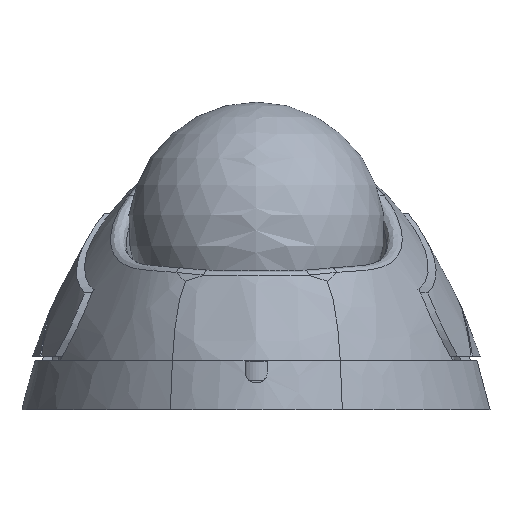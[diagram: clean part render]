
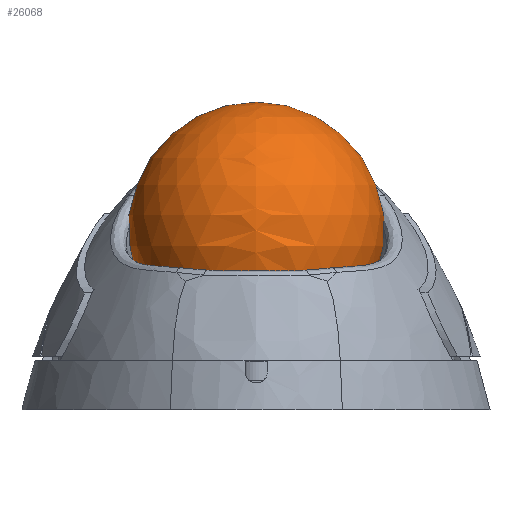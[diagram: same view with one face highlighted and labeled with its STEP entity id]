
A CAD part, left-side view. The second image highlights one B-rep face of the part: STEP entity #26068.
In plain terms, the highlighted spherical face has radius 28.6 mm.
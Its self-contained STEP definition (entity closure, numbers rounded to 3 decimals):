
#300=SPHERICAL_SURFACE('',#28236,28.6);
#2253=FACE_OUTER_BOUND('',#3767,.T.);
#3767=EDGE_LOOP('',(#21683,#21684));
#4777=CIRCLE('',#28237,28.6);
#11973=VERTEX_POINT('',#41197);
#11974=VERTEX_POINT('',#41198);
#15300=EDGE_CURVE('',#11973,#11974,#4777,.T.);
#21683=ORIENTED_EDGE('',*,*,#15300,.T.);
#21684=ORIENTED_EDGE('',*,*,#15300,.F.);
#26068=ADVANCED_FACE('',(#2253),#300,.T.);
#28236=AXIS2_PLACEMENT_3D('',#41196,#34242,#34243);
#28237=AXIS2_PLACEMENT_3D('',#41199,#34244,#34245);
#34242=DIRECTION('center_axis',(0.,0.,1.));
#34243=DIRECTION('ref_axis',(1.,0.,0.));
#34244=DIRECTION('center_axis',(0.,-1.,0.));
#34245=DIRECTION('ref_axis',(-1.,0.,0.));
#41196=CARTESIAN_POINT('Origin',(0.,0.,40.));
#41197=CARTESIAN_POINT('',(0.,0.,
68.6));
#41198=CARTESIAN_POINT('',(0.,0.,
11.4));
#41199=CARTESIAN_POINT('Origin',(0.,0.,40.));
